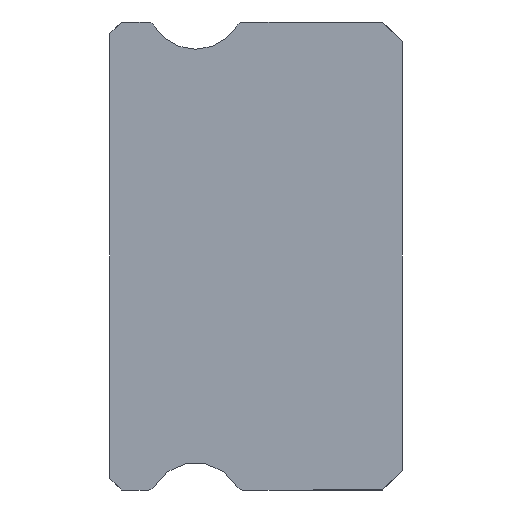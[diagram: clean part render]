
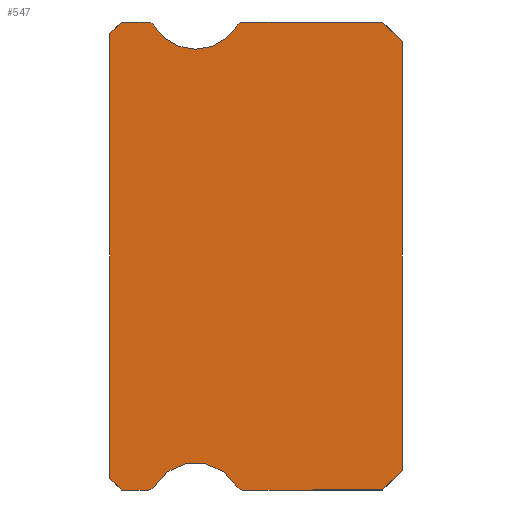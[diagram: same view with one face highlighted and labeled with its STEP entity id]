
A CAD part, left-side view. The second image highlights one B-rep face of the part: STEP entity #547.
In plain terms, the highlighted planar face has unit normal (-1, 0, 0).
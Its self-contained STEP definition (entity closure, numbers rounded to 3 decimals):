
#44 = DIRECTION ( 'NONE',  ( 1., 0., 0. ) ) ;
#93 = LINE ( 'NONE', #8299, #2399 ) ;
#152 = LINE ( 'NONE', #8198, #3936 ) ;
#194 = LINE ( 'NONE', #6338, #4093 ) ;
#223 = EDGE_CURVE ( 'NONE', #5356, #8927, #1497, .T. ) ;
#394 = VECTOR ( 'NONE', #10278, 1000. ) ;
#547 = ADVANCED_FACE ( 'NONE', ( #1099 ), #5877, .F. ) ;
#591 = VECTOR ( 'NONE', #6341, 1000. ) ;
#593 = CIRCLE ( 'NONE', #1107, 0.15 ) ;
#659 = DIRECTION ( 'NONE',  ( -1., 0., 0. ) ) ;
#689 = ORIENTED_EDGE ( 'NONE', *, *, #6392, .T. ) ;
#732 = CARTESIAN_POINT ( 'NONE',  ( -12.5, 4.088, 5.85 ) ) ;
#779 = CARTESIAN_POINT ( 'NONE',  ( -12.5, 7.2, 6. ) ) ;
#853 = DIRECTION ( 'NONE',  ( 0., 0., 1. ) ) ;
#1014 = ORIENTED_EDGE ( 'NONE', *, *, #1284, .F. ) ;
#1045 = DIRECTION ( 'NONE',  ( 0., -1., 0. ) ) ;
#1054 = DIRECTION ( 'NONE',  ( 0., 0., -1. ) ) ;
#1077 = CARTESIAN_POINT ( 'NONE',  ( -12.5, 6.383, 5.925 ) ) ;
#1099 = FACE_OUTER_BOUND ( 'NONE', #7033, .T. ) ;
#1107 = AXIS2_PLACEMENT_3D ( 'NONE', #732, #8188, #1706 ) ;
#1138 = CARTESIAN_POINT ( 'NONE',  ( -12.5, 0.5, -6. ) ) ;
#1154 = CARTESIAN_POINT ( 'NONE',  ( -12.5, 6.512, 5.85 ) ) ;
#1159 = CARTESIAN_POINT ( 'NONE',  ( -12.5, 4.088, -6. ) ) ;
#1284 = EDGE_CURVE ( 'NONE', #2743, #5356, #593, .T. ) ;
#1414 = CARTESIAN_POINT ( 'NONE',  ( -12.5, 5.3, -6.55 ) ) ;
#1497 = LINE ( 'NONE', #10340, #1809 ) ;
#1519 = CARTESIAN_POINT ( 'NONE',  ( -12.5, 5.3, 6.55 ) ) ;
#1571 = CARTESIAN_POINT ( 'NONE',  ( -12.5, 7.2, 6. ) ) ;
#1596 = CARTESIAN_POINT ( 'NONE',  ( -12.5, 6.383, -5.925 ) ) ;
#1706 = DIRECTION ( 'NONE',  ( 0., 0., -1. ) ) ;
#1708 = AXIS2_PLACEMENT_3D ( 'NONE', #4254, #5108, #8376 ) ;
#1723 = ORIENTED_EDGE ( 'NONE', *, *, #3638, .F. ) ;
#1740 = EDGE_CURVE ( 'NONE', #9448, #7781, #2334, .T. ) ;
#1809 = VECTOR ( 'NONE', #4778, 1000. ) ;
#1841 = VECTOR ( 'NONE', #9582, 1000. ) ;
#1902 = ORIENTED_EDGE ( 'NONE', *, *, #9170, .T. ) ;
#1916 = VERTEX_POINT ( 'NONE', #1138 ) ;
#2012 = CARTESIAN_POINT ( 'NONE',  ( -12.5, 4.217, -5.925 ) ) ;
#2334 = LINE ( 'NONE', #1571, #394 ) ;
#2337 = CARTESIAN_POINT ( 'NONE',  ( -12.5, 0., -5.5 ) ) ;
#2372 = EDGE_CURVE ( 'NONE', #7094, #6975, #5286, .T. ) ;
#2399 = VECTOR ( 'NONE', #10056, 1000. ) ;
#2489 = ORIENTED_EDGE ( 'NONE', *, *, #3096, .F. ) ;
#2500 = CARTESIAN_POINT ( 'NONE',  ( -12.5, 6.512, 5.85 ) ) ;
#2610 = LINE ( 'NONE', #3575, #8822 ) ;
#2629 = ORIENTED_EDGE ( 'NONE', *, *, #1740, .T. ) ;
#2707 = ORIENTED_EDGE ( 'NONE', *, *, #2807, .T. ) ;
#2743 = VERTEX_POINT ( 'NONE', #3919 ) ;
#2807 = EDGE_CURVE ( 'NONE', #7205, #3687, #2610, .T. ) ;
#2849 = EDGE_CURVE ( 'NONE', #7781, #8897, #3431, .T. ) ;
#3091 = LINE ( 'NONE', #2337, #591 ) ;
#3096 = EDGE_CURVE ( 'NONE', #5307, #2743, #4919, .T. ) ;
#3123 = ORIENTED_EDGE ( 'NONE', *, *, #6651, .F. ) ;
#3193 = ORIENTED_EDGE ( 'NONE', *, *, #223, .F. ) ;
#3199 = DIRECTION ( 'NONE',  ( 0., 0., -1. ) ) ;
#3377 = VECTOR ( 'NONE', #9277, 1000. ) ;
#3412 = AXIS2_PLACEMENT_3D ( 'NONE', #2500, #4981, #6627 ) ;
#3431 = LINE ( 'NONE', #6687, #3377 ) ;
#3575 = CARTESIAN_POINT ( 'NONE',  ( -12.5, 0., 5.5 ) ) ;
#3638 = EDGE_CURVE ( 'NONE', #1916, #4869, #5412, .T. ) ;
#3687 = VERTEX_POINT ( 'NONE', #9417 ) ;
#3777 = DIRECTION ( 'NONE',  ( 0., -0.707, -0.707 ) ) ;
#3814 = VERTEX_POINT ( 'NONE', #8555 ) ;
#3894 = DIRECTION ( 'NONE',  ( -1., 0., 0. ) ) ;
#3899 = DIRECTION ( 'NONE',  ( -1., 0., 0. ) ) ;
#3919 = CARTESIAN_POINT ( 'NONE',  ( -12.5, 4.217, 5.925 ) ) ;
#3933 = EDGE_CURVE ( 'NONE', #8978, #5307, #7498, .T. ) ;
#3936 = VECTOR ( 'NONE', #853, 1000. ) ;
#4093 = VECTOR ( 'NONE', #3777, 1000. ) ;
#4168 = ORIENTED_EDGE ( 'NONE', *, *, #2849, .T. ) ;
#4254 = CARTESIAN_POINT ( 'NONE',  ( -12.5, 4.088, -5.85 ) ) ;
#4268 = CIRCLE ( 'NONE', #10245, 1.25 ) ;
#4373 = AXIS2_PLACEMENT_3D ( 'NONE', #1154, #4430, #1054 ) ;
#4430 = DIRECTION ( 'NONE',  ( 1., 0., 0. ) ) ;
#4455 = CARTESIAN_POINT ( 'NONE',  ( -12.5, 5.3, 5.3 ) ) ;
#4710 = CARTESIAN_POINT ( 'NONE',  ( -12.5, 4.088, 6. ) ) ;
#4778 = DIRECTION ( 'NONE',  ( 0., -1., 0. ) ) ;
#4834 = ORIENTED_EDGE ( 'NONE', *, *, #7694, .F. ) ;
#4836 = CARTESIAN_POINT ( 'NONE',  ( -12.5, 6.512, -5.85 ) ) ;
#4869 = VERTEX_POINT ( 'NONE', #1159 ) ;
#4901 = CARTESIAN_POINT ( 'NONE',  ( -12.5, 0.5, 6. ) ) ;
#4919 = CIRCLE ( 'NONE', #5936, 1.25 ) ;
#4954 = ORIENTED_EDGE ( 'NONE', *, *, #9932, .F. ) ;
#4981 = DIRECTION ( 'NONE',  ( 1., 0., 0. ) ) ;
#5058 = DIRECTION ( 'NONE',  ( 0., 0., -1. ) ) ;
#5108 = DIRECTION ( 'NONE',  ( 1., 0., 0. ) ) ;
#5286 = CIRCLE ( 'NONE', #6657, 0.15 ) ;
#5307 = VERTEX_POINT ( 'NONE', #4455 ) ;
#5356 = VERTEX_POINT ( 'NONE', #4710 ) ;
#5412 = LINE ( 'NONE', #10334, #1841 ) ;
#5416 = ORIENTED_EDGE ( 'NONE', *, *, #2372, .F. ) ;
#5607 = AXIS2_PLACEMENT_3D ( 'NONE', #5859, #3899, #5058 ) ;
#5659 = EDGE_CURVE ( 'NONE', #7205, #1916, #3091, .T. ) ;
#5859 = CARTESIAN_POINT ( 'NONE',  ( -12.5, 5.3, 6.55 ) ) ;
#5877 = PLANE ( 'NONE',  #4373 ) ;
#5936 = AXIS2_PLACEMENT_3D ( 'NONE', #1519, #659, #10414 ) ;
#6338 = CARTESIAN_POINT ( 'NONE',  ( -12.5, 7.2, -6. ) ) ;
#6341 = DIRECTION ( 'NONE',  ( 0., 0.707, -0.707 ) ) ;
#6392 = EDGE_CURVE ( 'NONE', #3814, #7022, #194, .T. ) ;
#6454 = CARTESIAN_POINT ( 'NONE',  ( -12.5, 6.512, -6. ) ) ;
#6487 = CIRCLE ( 'NONE', #1708, 0.15 ) ;
#6507 = EDGE_CURVE ( 'NONE', #4869, #7910, #6487, .T. ) ;
#6511 = ORIENTED_EDGE ( 'NONE', *, *, #6507, .F. ) ;
#6627 = DIRECTION ( 'NONE',  ( 0., 0., -1. ) ) ;
#6651 = EDGE_CURVE ( 'NONE', #3814, #8897, #152, .T. ) ;
#6653 = DIRECTION ( 'NONE',  ( 0., 0., -1. ) ) ;
#6657 = AXIS2_PLACEMENT_3D ( 'NONE', #4836, #44, #6653 ) ;
#6664 = CARTESIAN_POINT ( 'NONE',  ( -12.5, 7.5, 5.7 ) ) ;
#6687 = CARTESIAN_POINT ( 'NONE',  ( -12.5, 7.5, 5.7 ) ) ;
#6714 = EDGE_CURVE ( 'NONE', #8927, #3687, #93, .T. ) ;
#6975 = VERTEX_POINT ( 'NONE', #6454 ) ;
#7022 = VERTEX_POINT ( 'NONE', #10041 ) ;
#7033 = EDGE_LOOP ( 'NONE', ( #4168, #3123, #689, #1902, #5416, #4954, #6511, #1723, #7136, #2707, #7815, #3193, #1014, #2489, #9525, #4834, #2629 ) ) ;
#7094 = VERTEX_POINT ( 'NONE', #1596 ) ;
#7136 = ORIENTED_EDGE ( 'NONE', *, *, #5659, .F. ) ;
#7205 = VERTEX_POINT ( 'NONE', #7985 ) ;
#7425 = DIRECTION ( 'NONE',  ( 0., 0., 1. ) ) ;
#7498 = CIRCLE ( 'NONE', #5607, 1.25 ) ;
#7532 = LINE ( 'NONE', #10136, #9572 ) ;
#7694 = EDGE_CURVE ( 'NONE', #9448, #8978, #8857, .T. ) ;
#7781 = VERTEX_POINT ( 'NONE', #779 ) ;
#7815 = ORIENTED_EDGE ( 'NONE', *, *, #6714, .F. ) ;
#7910 = VERTEX_POINT ( 'NONE', #2012 ) ;
#7985 = CARTESIAN_POINT ( 'NONE',  ( -12.5, 0., -5.5 ) ) ;
#8188 = DIRECTION ( 'NONE',  ( 1., 0., 0. ) ) ;
#8198 = CARTESIAN_POINT ( 'NONE',  ( -12.5, 7.5, 5.85 ) ) ;
#8299 = CARTESIAN_POINT ( 'NONE',  ( -12.5, 0.5, 6. ) ) ;
#8376 = DIRECTION ( 'NONE',  ( 0., 0., -1. ) ) ;
#8555 = CARTESIAN_POINT ( 'NONE',  ( -12.5, 7.5, -5.7 ) ) ;
#8822 = VECTOR ( 'NONE', #7425, 1000. ) ;
#8857 = CIRCLE ( 'NONE', #3412, 0.15 ) ;
#8897 = VERTEX_POINT ( 'NONE', #6664 ) ;
#8927 = VERTEX_POINT ( 'NONE', #4901 ) ;
#8978 = VERTEX_POINT ( 'NONE', #1077 ) ;
#9170 = EDGE_CURVE ( 'NONE', #7022, #6975, #7532, .T. ) ;
#9277 = DIRECTION ( 'NONE',  ( 0., 0.707, -0.707 ) ) ;
#9299 = CARTESIAN_POINT ( 'NONE',  ( -12.5, 6.512, 6. ) ) ;
#9417 = CARTESIAN_POINT ( 'NONE',  ( -12.5, 0., 5.5 ) ) ;
#9448 = VERTEX_POINT ( 'NONE', #9299 ) ;
#9525 = ORIENTED_EDGE ( 'NONE', *, *, #3933, .F. ) ;
#9572 = VECTOR ( 'NONE', #1045, 1000. ) ;
#9582 = DIRECTION ( 'NONE',  ( 0., 1., 0. ) ) ;
#9932 = EDGE_CURVE ( 'NONE', #7910, #7094, #4268, .T. ) ;
#10041 = CARTESIAN_POINT ( 'NONE',  ( -12.5, 7.2, -6. ) ) ;
#10056 = DIRECTION ( 'NONE',  ( 0., -0.707, -0.707 ) ) ;
#10136 = CARTESIAN_POINT ( 'NONE',  ( -12.5, 6.512, -6. ) ) ;
#10245 = AXIS2_PLACEMENT_3D ( 'NONE', #1414, #3894, #3199 ) ;
#10278 = DIRECTION ( 'NONE',  ( 0., 1., 0. ) ) ;
#10334 = CARTESIAN_POINT ( 'NONE',  ( -12.5, 6.512, -6. ) ) ;
#10340 = CARTESIAN_POINT ( 'NONE',  ( -12.5, 6.512, 6. ) ) ;
#10414 = DIRECTION ( 'NONE',  ( 0., 0., -1. ) ) ;
